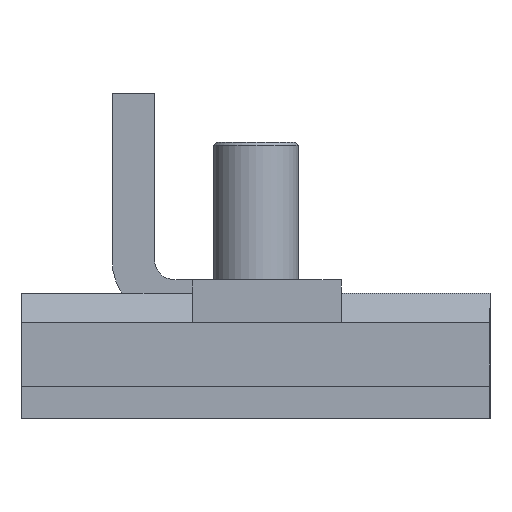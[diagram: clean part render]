
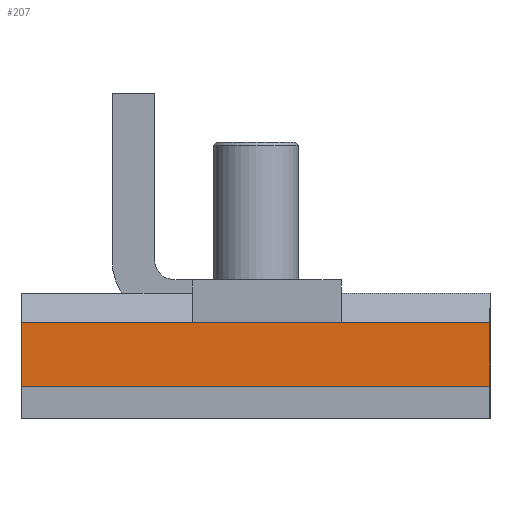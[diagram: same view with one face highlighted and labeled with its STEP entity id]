
A CAD part, left-side view. The second image highlights one B-rep face of the part: STEP entity #207.
In plain terms, the highlighted planar face has unit normal (-1, 0, 0).
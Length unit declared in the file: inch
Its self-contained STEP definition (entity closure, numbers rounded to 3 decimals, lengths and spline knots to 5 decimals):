
#31 = EDGE_LOOP ( 'NONE', ( #1613, #1456, #1260, #351 ) ) ;
#89 = FACE_OUTER_BOUND ( 'NONE', #31, .T. ) ;
#152 = VERTEX_POINT ( 'NONE', #896 ) ;
#207 = ADVANCED_FACE ( 'NONE', ( #89 ), #566, .F. ) ;
#214 = LINE ( 'NONE', #1991, #483 ) ;
#222 = CARTESIAN_POINT ( 'NONE',  ( -1.72685, -0.6875, 0.095 ) ) ;
#264 = DIRECTION ( 'NONE',  ( 0., 0., 1. ) ) ;
#300 = DIRECTION ( 'NONE',  ( 0., 0., 1. ) ) ;
#351 = ORIENTED_EDGE ( 'NONE', *, *, #1220, .T. ) ;
#483 = VECTOR ( 'NONE', #1024, 39.37008 ) ;
#494 = CARTESIAN_POINT ( 'NONE',  ( -1.72685, 0.6875, 0.095 ) ) ;
#541 = DIRECTION ( 'NONE',  ( 0., -1., 0. ) ) ;
#566 = PLANE ( 'NONE',  #1233 ) ;
#647 = LINE ( 'NONE', #1098, #1111 ) ;
#654 = VECTOR ( 'NONE', #300, 39.37008 ) ;
#666 = CARTESIAN_POINT ( 'NONE',  ( -1.72685, -0.6875, 0.23642 ) ) ;
#701 = CARTESIAN_POINT ( 'NONE',  ( -1.72685, 0.6875, 0.2825 ) ) ;
#714 = VERTEX_POINT ( 'NONE', #701 ) ;
#734 = EDGE_CURVE ( 'NONE', #2082, #714, #214, .T. ) ;
#896 = CARTESIAN_POINT ( 'NONE',  ( -1.72685, -0.6875, 0.2825 ) ) ;
#901 = DIRECTION ( 'NONE',  ( 1., 0., 0. ) ) ;
#1024 = DIRECTION ( 'NONE',  ( 0., 0., 1. ) ) ;
#1098 = CARTESIAN_POINT ( 'NONE',  ( -1.72685, 0.6875, 0.095 ) ) ;
#1111 = VECTOR ( 'NONE', #1319, 39.37008 ) ;
#1212 = VECTOR ( 'NONE', #541, 39.37008 ) ;
#1220 = EDGE_CURVE ( 'NONE', #1263, #152, #1944, .T. ) ;
#1233 = AXIS2_PLACEMENT_3D ( 'NONE', #2027, #901, #264 ) ;
#1260 = ORIENTED_EDGE ( 'NONE', *, *, #1401, .T. ) ;
#1263 = VERTEX_POINT ( 'NONE', #222 ) ;
#1319 = DIRECTION ( 'NONE',  ( 0., -1., 0. ) ) ;
#1401 = EDGE_CURVE ( 'NONE', #2082, #1263, #647, .T. ) ;
#1456 = ORIENTED_EDGE ( 'NONE', *, *, #734, .F. ) ;
#1613 = ORIENTED_EDGE ( 'NONE', *, *, #1764, .F. ) ;
#1666 = LINE ( 'NONE', #1994, #1212 ) ;
#1764 = EDGE_CURVE ( 'NONE', #714, #152, #1666, .T. ) ;
#1944 = LINE ( 'NONE', #666, #654 ) ;
#1991 = CARTESIAN_POINT ( 'NONE',  ( -1.72685, 0.6875, 0.095 ) ) ;
#1994 = CARTESIAN_POINT ( 'NONE',  ( -1.72685, 0.6875, 0.2825 ) ) ;
#2027 = CARTESIAN_POINT ( 'NONE',  ( -1.72685, 0.6875, 0.095 ) ) ;
#2082 = VERTEX_POINT ( 'NONE', #494 ) ;
